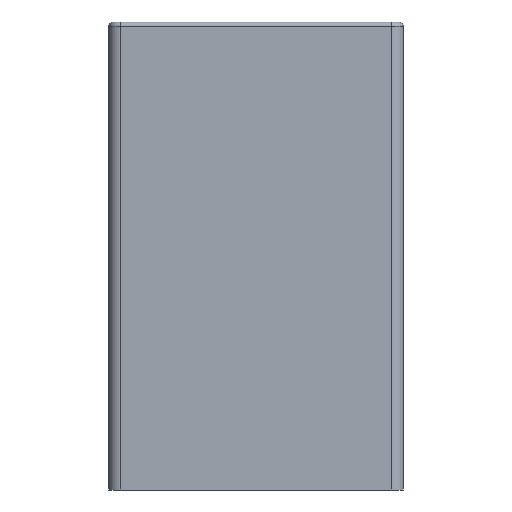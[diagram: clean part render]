
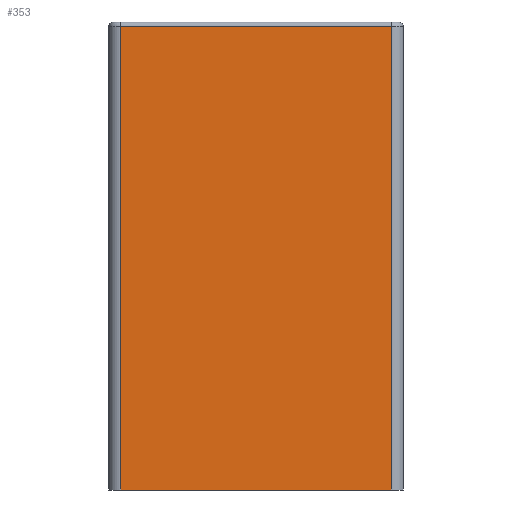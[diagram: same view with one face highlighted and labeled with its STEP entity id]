
A CAD part, front view. The second image highlights one B-rep face of the part: STEP entity #353.
In plain terms, the highlighted planar face has unit normal (0, -1, 0).
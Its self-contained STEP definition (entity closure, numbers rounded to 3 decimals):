
#195 = CARTESIAN_POINT ( 'NONE',  ( 0., -36.38, 28. ) ) ;
#296 = FACE_OUTER_BOUND ( 'NONE', #1544, .T. ) ;
#353 = ADVANCED_FACE ( 'NONE', ( #296 ), #3277, .T. ) ;
#369 = LINE ( 'NONE', #2152, #3377 ) ;
#398 = ORIENTED_EDGE ( 'NONE', *, *, #3854, .F. ) ;
#530 = EDGE_CURVE ( 'NONE', #3922, #1590, #369, .T. ) ;
#637 = DIRECTION ( 'NONE',  ( 0., 0., -1. ) ) ;
#664 = VERTEX_POINT ( 'NONE', #2247 ) ;
#700 = DIRECTION ( 'NONE',  ( -1., 0., 0. ) ) ;
#868 = EDGE_CURVE ( 'NONE', #664, #2558, #3066, .T. ) ;
#974 = ORIENTED_EDGE ( 'NONE', *, *, #530, .T. ) ;
#979 = LINE ( 'NONE', #3436, #2046 ) ;
#1098 = LINE ( 'NONE', #195, #2118 ) ;
#1235 = CARTESIAN_POINT ( 'NONE',  ( 56.075, -36.38, 0. ) ) ;
#1386 = ORIENTED_EDGE ( 'NONE', *, *, #868, .T. ) ;
#1458 = CARTESIAN_POINT ( 'NONE',  ( 0., -36.38, -288.788 ) ) ;
#1466 = AXIS2_PLACEMENT_3D ( 'NONE', #1458, #1518, #2711 ) ;
#1518 = DIRECTION ( 'NONE',  ( 0., -1., 0. ) ) ;
#1544 = EDGE_LOOP ( 'NONE', ( #1386, #2971, #974, #398 ) ) ;
#1590 = VERTEX_POINT ( 'NONE', #3749 ) ;
#2046 = VECTOR ( 'NONE', #700, 1000. ) ;
#2118 = VECTOR ( 'NONE', #3819, 1000. ) ;
#2149 = DIRECTION ( 'NONE',  ( 0., 0., 1. ) ) ;
#2152 = CARTESIAN_POINT ( 'NONE',  ( -56.425, -36.38, -288.788 ) ) ;
#2247 = CARTESIAN_POINT ( 'NONE',  ( 56.075, -36.38, -164.7 ) ) ;
#2558 = VERTEX_POINT ( 'NONE', #3967 ) ;
#2711 = DIRECTION ( 'NONE',  ( 0., 0., -1. ) ) ;
#2864 = EDGE_CURVE ( 'NONE', #2558, #3922, #1098, .T. ) ;
#2971 = ORIENTED_EDGE ( 'NONE', *, *, #2864, .T. ) ;
#3066 = LINE ( 'NONE', #1235, #3476 ) ;
#3277 = PLANE ( 'NONE',  #1466 ) ;
#3377 = VECTOR ( 'NONE', #637, 1000. ) ;
#3400 = CARTESIAN_POINT ( 'NONE',  ( -56.425, -36.38, 28. ) ) ;
#3436 = CARTESIAN_POINT ( 'NONE',  ( 56.075, -36.38, -164.7 ) ) ;
#3476 = VECTOR ( 'NONE', #2149, 1000. ) ;
#3749 = CARTESIAN_POINT ( 'NONE',  ( -56.425, -36.38, -164.7 ) ) ;
#3819 = DIRECTION ( 'NONE',  ( -1., 0., 0. ) ) ;
#3854 = EDGE_CURVE ( 'NONE', #664, #1590, #979, .T. ) ;
#3922 = VERTEX_POINT ( 'NONE', #3400 ) ;
#3967 = CARTESIAN_POINT ( 'NONE',  ( 56.075, -36.38, 28. ) ) ;
